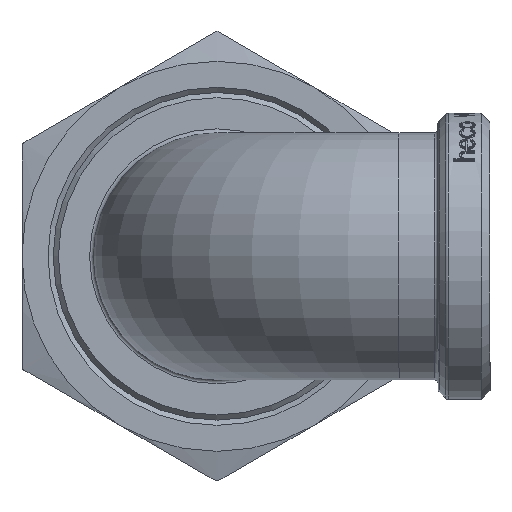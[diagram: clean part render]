
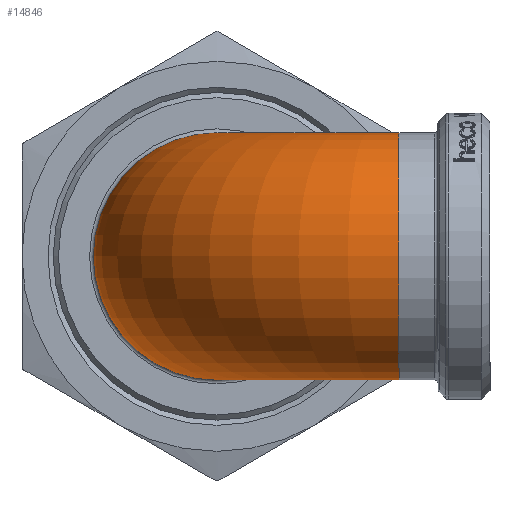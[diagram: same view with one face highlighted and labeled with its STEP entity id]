
A CAD part, left-side view. The second image highlights one B-rep face of the part: STEP entity #14846.
In plain terms, the highlighted toroidal (fillet/blend) face has major radius 14 mm and minor radius 9.5 mm.
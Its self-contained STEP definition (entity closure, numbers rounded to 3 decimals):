
#123 = CARTESIAN_POINT ( 'NONE',  ( 0., 23.5, 0. ) ) ;
#662 = DIRECTION ( 'NONE',  ( -1., 0., 0. ) ) ;
#1121 = DIRECTION ( 'NONE',  ( 0., 1., 0. ) ) ;
#1186 = EDGE_LOOP ( 'NONE', ( #15138 ) ) ;
#1573 = EDGE_LOOP ( 'NONE', ( #7711 ) ) ;
#2855 = CIRCLE ( 'NONE', #11996, 9.5 ) ;
#3235 = DIRECTION ( 'NONE',  ( 0., -1., 0. ) ) ;
#4266 = EDGE_CURVE ( 'NONE', #7166, #7166, #6384, .T. ) ;
#4284 = AXIS2_PLACEMENT_3D ( 'NONE', #10602, #3235, #662 ) ;
#4601 = CARTESIAN_POINT ( 'NONE',  ( -23.5, 0., 0. ) ) ;
#5172 = FACE_OUTER_BOUND ( 'NONE', #1573, .T. ) ;
#6140 = VERTEX_POINT ( 'NONE', #123 ) ;
#6384 = CIRCLE ( 'NONE', #4284, 9.5 ) ;
#6443 = DIRECTION ( 'NONE',  ( 0., 1., 0. ) ) ;
#6530 = CARTESIAN_POINT ( 'NONE',  ( 0., 14., 0. ) ) ;
#6783 = TOROIDAL_SURFACE ( 'NONE', #8360, 14., 9.5 ) ;
#7166 = VERTEX_POINT ( 'NONE', #4601 ) ;
#7711 = ORIENTED_EDGE ( 'NONE', *, *, #4266, .F. ) ;
#8360 = AXIS2_PLACEMENT_3D ( 'NONE', #13903, #11065, #1121 ) ;
#10119 = DIRECTION ( 'NONE',  ( 1., 0., 0. ) ) ;
#10602 = CARTESIAN_POINT ( 'NONE',  ( -14., 0., 0. ) ) ;
#11065 = DIRECTION ( 'NONE',  ( 0., 0., -1. ) ) ;
#11296 = FACE_OUTER_BOUND ( 'NONE', #1186, .T. ) ;
#11996 = AXIS2_PLACEMENT_3D ( 'NONE', #6530, #10119, #6443 ) ;
#13903 = CARTESIAN_POINT ( 'NONE',  ( 0., 0., 0. ) ) ;
#14846 = ADVANCED_FACE ( 'NONE', ( #11296, #5172 ), #6783, .T. ) ;
#15138 = ORIENTED_EDGE ( 'NONE', *, *, #15198, .F. ) ;
#15198 = EDGE_CURVE ( 'NONE', #6140, #6140, #2855, .T. ) ;
